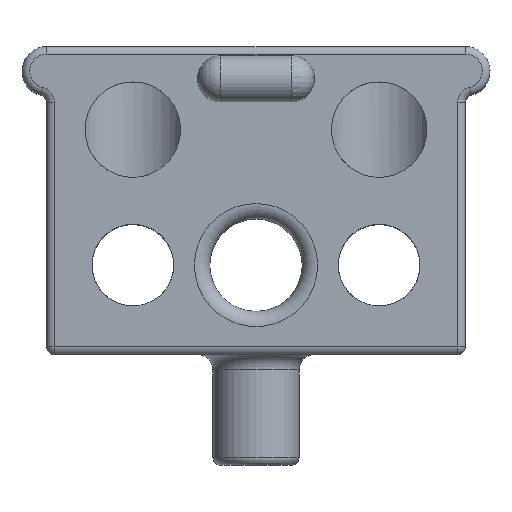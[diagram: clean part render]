
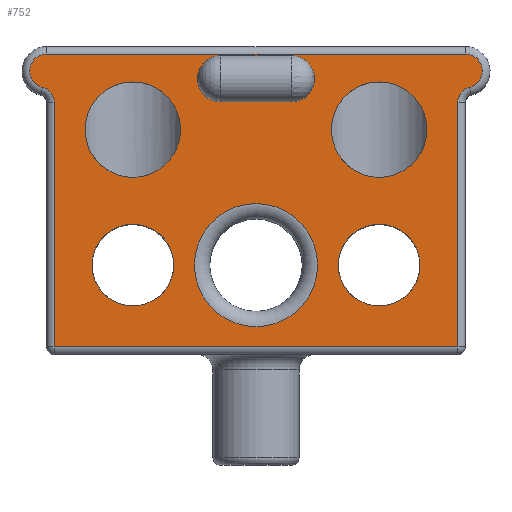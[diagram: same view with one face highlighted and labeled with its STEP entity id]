
A CAD part, top view. The second image highlights one B-rep face of the part: STEP entity #752.
In plain terms, the highlighted planar face has unit normal (0, 0, 1).
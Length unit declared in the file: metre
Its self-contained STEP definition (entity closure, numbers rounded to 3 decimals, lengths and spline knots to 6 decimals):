
#86=LINE('',#1284,#116);
#87=LINE('',#1290,#117);
#88=LINE('',#1292,#118);
#89=LINE('',#1294,#119);
#90=LINE('',#1299,#120);
#91=LINE('',#1304,#121);
#116=VECTOR('',#998,1.);
#117=VECTOR('',#1003,1.);
#118=VECTOR('',#1004,1.);
#119=VECTOR('',#1005,1.);
#120=VECTOR('',#1010,1.);
#121=VECTOR('',#1013,1.);
#160=ORIENTED_EDGE('',*,*,#364,.T.);
#161=ORIENTED_EDGE('',*,*,#365,.T.);
#162=ORIENTED_EDGE('',*,*,#366,.T.);
#163=ORIENTED_EDGE('',*,*,#367,.F.);
#164=ORIENTED_EDGE('',*,*,#368,.T.);
#165=ORIENTED_EDGE('',*,*,#369,.T.);
#166=ORIENTED_EDGE('',*,*,#370,.T.);
#167=ORIENTED_EDGE('',*,*,#371,.F.);
#168=ORIENTED_EDGE('',*,*,#372,.T.);
#169=ORIENTED_EDGE('',*,*,#373,.T.);
#170=ORIENTED_EDGE('',*,*,#374,.T.);
#171=ORIENTED_EDGE('',*,*,#375,.F.);
#172=ORIENTED_EDGE('',*,*,#376,.T.);
#173=ORIENTED_EDGE('',*,*,#377,.F.);
#174=ORIENTED_EDGE('',*,*,#378,.F.);
#175=ORIENTED_EDGE('',*,*,#379,.F.);
#176=ORIENTED_EDGE('',*,*,#380,.F.);
#364=EDGE_CURVE('',#466,#467,#512,.T.);
#365=EDGE_CURVE('',#467,#468,#86,.F.);
#366=EDGE_CURVE('',#468,#469,#513,.T.);
#367=EDGE_CURVE('',#470,#469,#514,.T.);
#368=EDGE_CURVE('',#470,#471,#87,.F.);
#369=EDGE_CURVE('',#471,#472,#88,.T.);
#370=EDGE_CURVE('',#472,#473,#89,.T.);
#371=EDGE_CURVE('',#466,#473,#515,.T.);
#372=EDGE_CURVE('',#474,#474,#516,.F.);
#373=EDGE_CURVE('',#475,#476,#90,.T.);
#374=EDGE_CURVE('',#476,#477,#517,.F.);
#375=EDGE_CURVE('',#478,#477,#91,.T.);
#376=EDGE_CURVE('',#478,#475,#518,.F.);
#377=EDGE_CURVE('',#479,#479,#519,.T.);
#378=EDGE_CURVE('',#480,#480,#520,.T.);
#379=EDGE_CURVE('',#481,#481,#521,.T.);
#380=EDGE_CURVE('',#482,#482,#522,.T.);
#466=VERTEX_POINT('',#1282);
#467=VERTEX_POINT('',#1283);
#468=VERTEX_POINT('',#1285);
#469=VERTEX_POINT('',#1287);
#470=VERTEX_POINT('',#1289);
#471=VERTEX_POINT('',#1291);
#472=VERTEX_POINT('',#1293);
#473=VERTEX_POINT('',#1295);
#474=VERTEX_POINT('',#1298);
#475=VERTEX_POINT('',#1300);
#476=VERTEX_POINT('',#1301);
#477=VERTEX_POINT('',#1303);
#478=VERTEX_POINT('',#1305);
#479=VERTEX_POINT('',#1308);
#480=VERTEX_POINT('',#1310);
#481=VERTEX_POINT('',#1312);
#482=VERTEX_POINT('',#1314);
#512=CIRCLE('',#833,0.00055);
#513=CIRCLE('',#834,0.00055);
#514=CIRCLE('',#835,0.0005);
#515=CIRCLE('',#836,0.0005);
#516=CIRCLE('',#837,0.002);
#517=CIRCLE('',#838,0.00075);
#518=CIRCLE('',#839,0.00075);
#519=CIRCLE('',#840,0.00155);
#520=CIRCLE('',#841,0.00155);
#521=CIRCLE('',#842,0.001325);
#522=CIRCLE('',#843,0.001325);
#578=EDGE_LOOP('',(#160,#161,#162,#163,#164,#165,#166,#167));
#579=EDGE_LOOP('',(#168));
#580=EDGE_LOOP('',(#169,#170,#171,#172));
#581=EDGE_LOOP('',(#173));
#582=EDGE_LOOP('',(#174));
#583=EDGE_LOOP('',(#175));
#584=EDGE_LOOP('',(#176));
#666=FACE_BOUND('',#578,.T.);
#667=FACE_BOUND('',#579,.T.);
#668=FACE_BOUND('',#580,.T.);
#669=FACE_BOUND('',#581,.T.);
#670=FACE_BOUND('',#582,.T.);
#671=FACE_BOUND('',#583,.T.);
#672=FACE_BOUND('',#584,.T.);
#745=PLANE('',#832);
#752=ADVANCED_FACE('',(#666,#667,#668,#669,#670,#671,#672),#745,.T.);
#832=AXIS2_PLACEMENT_3D('',#1280,#994,#995);
#833=AXIS2_PLACEMENT_3D('',#1281,#996,#997);
#834=AXIS2_PLACEMENT_3D('',#1286,#999,#1000);
#835=AXIS2_PLACEMENT_3D('',#1288,#1001,#1002);
#836=AXIS2_PLACEMENT_3D('',#1296,#1006,#1007);
#837=AXIS2_PLACEMENT_3D('',#1297,#1008,#1009);
#838=AXIS2_PLACEMENT_3D('',#1302,#1011,#1012);
#839=AXIS2_PLACEMENT_3D('',#1306,#1014,#1015);
#840=AXIS2_PLACEMENT_3D('',#1307,#1016,#1017);
#841=AXIS2_PLACEMENT_3D('',#1309,#1018,#1019);
#842=AXIS2_PLACEMENT_3D('',#1311,#1020,#1021);
#843=AXIS2_PLACEMENT_3D('',#1313,#1022,#1023);
#994=DIRECTION('',(0.,0.,1.));
#995=DIRECTION('',(1.,0.,0.));
#996=DIRECTION('',(0.,0.,1.));
#997=DIRECTION('',(1.,0.,0.));
#998=DIRECTION('',(1.,0.,0.));
#999=DIRECTION('',(0.,0.,1.));
#1000=DIRECTION('',(1.,0.,0.));
#1001=DIRECTION('',(0.,0.,1.));
#1002=DIRECTION('',(1.,0.,0.));
#1003=DIRECTION('',(0.,1.,0.));
#1004=DIRECTION('',(1.,0.,0.));
#1005=DIRECTION('',(0.,1.,0.));
#1006=DIRECTION('',(0.,0.,1.));
#1007=DIRECTION('',(1.,0.,0.));
#1008=DIRECTION('',(0.,0.,1.));
#1009=DIRECTION('',(1.,0.,0.));
#1010=DIRECTION('',(-1.,0.,0.));
#1011=DIRECTION('',(0.,0.,1.));
#1012=DIRECTION('',(1.,0.,0.));
#1013=DIRECTION('',(-1.,0.,0.));
#1014=DIRECTION('',(0.,0.,1.));
#1015=DIRECTION('',(1.,0.,0.));
#1016=DIRECTION('',(0.,0.,1.));
#1017=DIRECTION('',(1.,0.,0.));
#1018=DIRECTION('',(0.,0.,1.));
#1019=DIRECTION('',(1.,0.,0.));
#1020=DIRECTION('',(0.,0.,1.));
#1021=DIRECTION('',(1.,0.,0.));
#1022=DIRECTION('',(0.,0.,1.));
#1023=DIRECTION('',(1.,0.,0.));
#1280=CARTESIAN_POINT('',(0.004,0.,0.003));
#1281=CARTESIAN_POINT('',(0.0108,0.0042,0.003));
#1282=CARTESIAN_POINT('',(0.010931,0.003666,0.003));
#1283=CARTESIAN_POINT('',(0.0108,0.00475,0.003));
#1284=CARTESIAN_POINT('',(0.004,0.00475,0.003));
#1285=CARTESIAN_POINT('',(-0.0028,0.00475,0.003));
#1286=CARTESIAN_POINT('',(-0.0028,0.0042,0.003));
#1287=CARTESIAN_POINT('',(-0.002931,0.003666,0.003));
#1288=CARTESIAN_POINT('',(-0.00305,0.00318,0.003));
#1289=CARTESIAN_POINT('',(-0.00255,0.00318,0.003));
#1290=CARTESIAN_POINT('',(-0.00255,0.,0.003));
#1291=CARTESIAN_POINT('',(-0.00255,-0.00475,0.003));
#1292=CARTESIAN_POINT('',(0.0108,-0.00475,0.003));
#1293=CARTESIAN_POINT('',(0.01055,-0.00475,0.003));
#1294=CARTESIAN_POINT('',(0.01055,0.0034,0.003));
#1295=CARTESIAN_POINT('',(0.01055,0.00318,0.003));
#1296=CARTESIAN_POINT('',(0.01105,0.00318,0.003));
#1297=CARTESIAN_POINT('',(0.004,-0.0021,0.003));
#1298=CARTESIAN_POINT('',(0.006,-0.0021,0.003));
#1299=CARTESIAN_POINT('',(0.004,0.0032,0.003));
#1300=CARTESIAN_POINT('',(0.00515,0.0032,0.003));
#1301=CARTESIAN_POINT('',(0.00285,0.0032,0.003));
#1302=CARTESIAN_POINT('',(0.00285,0.00395,0.003));
#1303=CARTESIAN_POINT('',(0.00285,0.0047,0.003));
#1304=CARTESIAN_POINT('',(0.004,0.0047,0.003));
#1305=CARTESIAN_POINT('',(0.00515,0.0047,0.003));
#1306=CARTESIAN_POINT('',(0.00515,0.00395,0.003));
#1307=CARTESIAN_POINT('',(0.,0.0023,0.003));
#1308=CARTESIAN_POINT('',(0.00155,0.0023,0.003));
#1309=CARTESIAN_POINT('',(0.008,0.0023,0.003));
#1310=CARTESIAN_POINT('',(0.00955,0.0023,0.003));
#1311=CARTESIAN_POINT('',(0.,-0.0021,0.003));
#1312=CARTESIAN_POINT('',(0.001325,-0.0021,0.003));
#1313=CARTESIAN_POINT('',(0.008,-0.0021,0.003));
#1314=CARTESIAN_POINT('',(0.009325,-0.0021,0.003));
